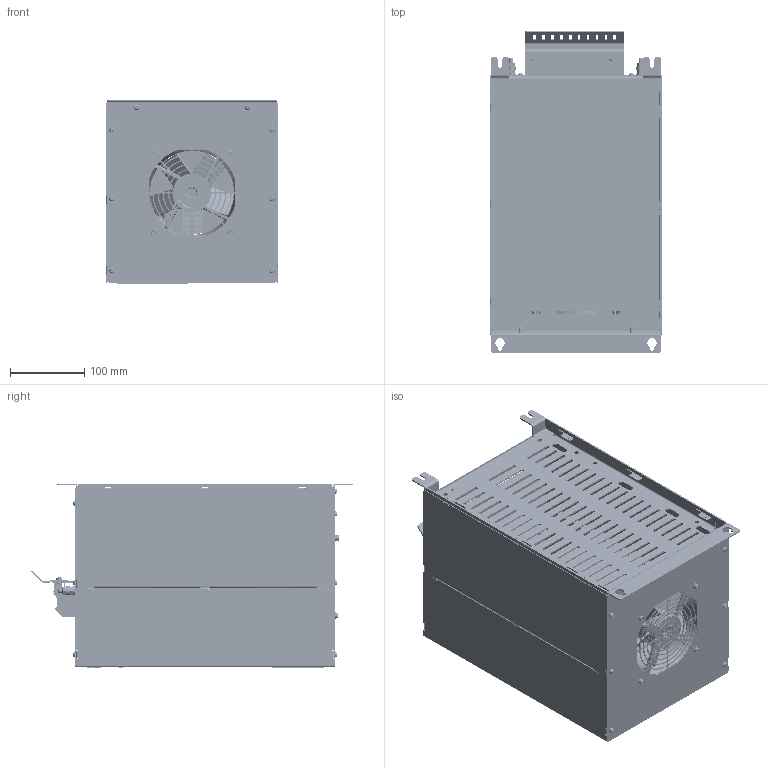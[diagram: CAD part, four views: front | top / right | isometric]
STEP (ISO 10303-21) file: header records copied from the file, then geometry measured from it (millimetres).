
FILE_DESCRIPTION(/* description */ (''),/* implementation_level */ '2;1');
FILE_NAME(/* name */ 'X2.3 IP20 if.stp',/* time_stamp */ '2019-01-11T09:10:42+01:00',/* author */ ('f.rambuscheck'),/* organization */ (''),/* preprocessor_version */ 'ST-DEVELOPER v17',/* originating_system */ 'Autodesk Inventor 2018',/* authorisation */ '');
FILE_SCHEMA (('AUTOMOTIVE_DESIGN { 1 0 10303 214 3 1 1 }'));
Products named in the file (1): X2.3 IP20 if
Bounding box: 232 x 434.5 x 248.5 mm (x, y, z)
Volume: 1008900.9 mm3; surface area: 1174550.5 mm2
Topology: 2 solids, 21 shells, 10291 faces, 28541 edges, 18699 vertices
Faces by surface type: plane 6708, cylinder 1971, bspline 1355, torus 126, cone 111, sphere 20
Full cylindrical faces by diameter (mm): 2.459 x4, 3.6 x16, 4 x65, 4.2 x4, 4.3 x12, 5 x10, 5.459 x2, 5.6 x3, 6 x8, 6.32 x12, 6.4 x6, 6.5 x10, 6.6 x1, 7 x24, 8.5 x2, 8.7 x2, 9 x4, 11.4 x1, 12 x6, 42.4 x1, 44.1 x1, 52 x1, 113.8 x1
Entity records: 371798 total; most frequent: CARTESIAN_POINT 105875, ORIENTED_EDGE 56998, DIRECTION 48194, EDGE_CURVE 28499, LINE 19884, VECTOR 19884, VERTEX_POINT 18699, AXIS2_PLACEMENT_3D 14155
